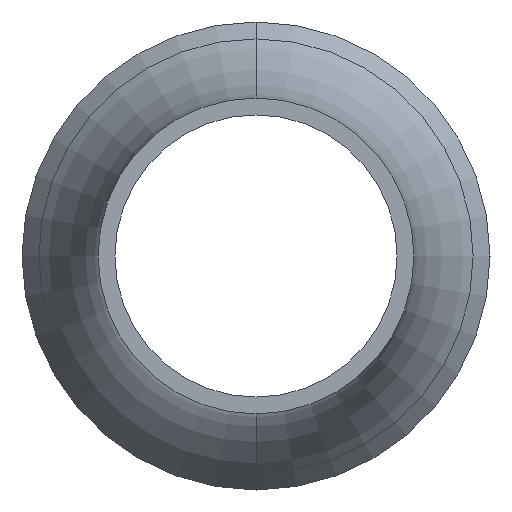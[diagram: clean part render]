
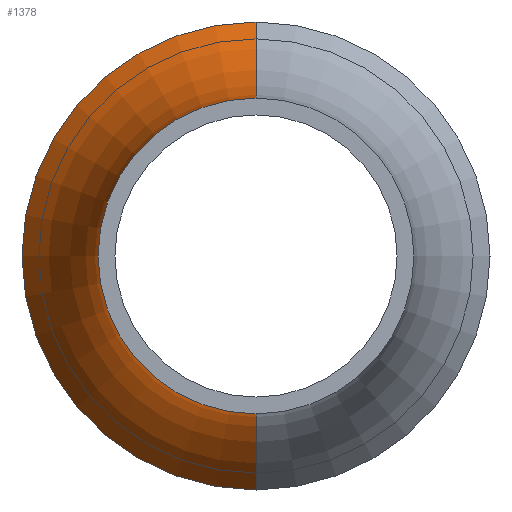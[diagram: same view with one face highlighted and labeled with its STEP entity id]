
A CAD part, front view. The second image highlights one B-rep face of the part: STEP entity #1378.
In plain terms, the highlighted toroidal (fillet/blend) face has major radius 90 mm and minor radius 60 mm.
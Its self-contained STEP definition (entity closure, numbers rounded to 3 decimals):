
#1 = AXIS2_PLACEMENT_3D ( 'NONE', #592, #1567, #428 ) ;
#17 = EDGE_CURVE ( 'NONE', #1031, #1442, #1158, .T. ) ;
#47 = DIRECTION ( 'NONE',  ( 0., 0., 1. ) ) ;
#101 = CIRCLE ( 'NONE', #1074, 60. ) ;
#110 = EDGE_CURVE ( 'NONE', #1442, #243, #101, .T. ) ;
#178 = CARTESIAN_POINT ( 'NONE',  ( 0., 90., 1389.054 ) ) ;
#220 = AXIS2_PLACEMENT_3D ( 'NONE', #1644, #47, #777 ) ;
#243 = VERTEX_POINT ( 'NONE', #1320 ) ;
#276 = ORIENTED_EDGE ( 'NONE', *, *, #299, .T. ) ;
#298 = DIRECTION ( 'NONE',  ( 0., -1., 0. ) ) ;
#299 = EDGE_CURVE ( 'NONE', #1027, #243, #337, .T. ) ;
#337 = CIRCLE ( 'NONE', #220, 44.45 ) ;
#428 = DIRECTION ( 'NONE',  ( 0., -1., 0. ) ) ;
#444 = EDGE_LOOP ( 'NONE', ( #1744, #790, #276, #594 ) ) ;
#582 = DIRECTION ( 'NONE',  ( 0., 0., 1. ) ) ;
#589 = DIRECTION ( 'NONE',  ( 0., 1., 0. ) ) ;
#592 = CARTESIAN_POINT ( 'NONE',  ( 0., 0., 1389.054 ) ) ;
#594 = ORIENTED_EDGE ( 'NONE', *, *, #110, .F. ) ;
#680 = CARTESIAN_POINT ( 'NONE',  ( 0., 44.45, 1350. ) ) ;
#729 = DIRECTION ( 'NONE',  ( 0., -1., 0. ) ) ;
#777 = DIRECTION ( 'NONE',  ( 0., -1., 0. ) ) ;
#790 = ORIENTED_EDGE ( 'NONE', *, *, #1344, .T. ) ;
#1027 = VERTEX_POINT ( 'NONE', #680 ) ;
#1031 = VERTEX_POINT ( 'NONE', #1654 ) ;
#1059 = AXIS2_PLACEMENT_3D ( 'NONE', #1584, #582, #298 ) ;
#1074 = AXIS2_PLACEMENT_3D ( 'NONE', #1443, #1713, #729 ) ;
#1158 = CIRCLE ( 'NONE', #1, 30. ) ;
#1164 = FACE_OUTER_BOUND ( 'NONE', #444, .T. ) ;
#1174 = CARTESIAN_POINT ( 'NONE',  ( 0., -30., 1389.054 ) ) ;
#1294 = TOROIDAL_SURFACE ( 'NONE', #1059, 90., 60. ) ;
#1320 = CARTESIAN_POINT ( 'NONE',  ( 0., -44.45, 1350. ) ) ;
#1344 = EDGE_CURVE ( 'NONE', #1031, #1027, #1536, .T. ) ;
#1357 = AXIS2_PLACEMENT_3D ( 'NONE', #178, #1449, #589 ) ;
#1378 = ADVANCED_FACE ( 'NONE', ( #1164 ), #1294, .F. ) ;
#1442 = VERTEX_POINT ( 'NONE', #1174 ) ;
#1443 = CARTESIAN_POINT ( 'NONE',  ( 0., -90., 1389.054 ) ) ;
#1449 = DIRECTION ( 'NONE',  ( 1., 0., 0. ) ) ;
#1536 = CIRCLE ( 'NONE', #1357, 60. ) ;
#1567 = DIRECTION ( 'NONE',  ( 0., 0., 1. ) ) ;
#1584 = CARTESIAN_POINT ( 'NONE',  ( 0., 0., 1389.054 ) ) ;
#1644 = CARTESIAN_POINT ( 'NONE',  ( 0., 0., 1350. ) ) ;
#1654 = CARTESIAN_POINT ( 'NONE',  ( 0., 30., 1389.054 ) ) ;
#1713 = DIRECTION ( 'NONE',  ( -1., 0., 0. ) ) ;
#1744 = ORIENTED_EDGE ( 'NONE', *, *, #17, .F. ) ;
